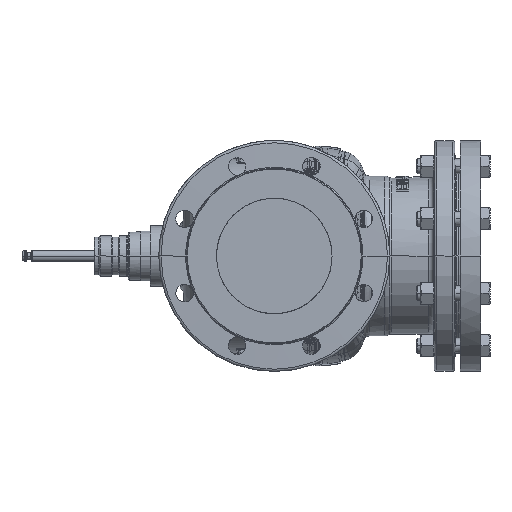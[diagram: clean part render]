
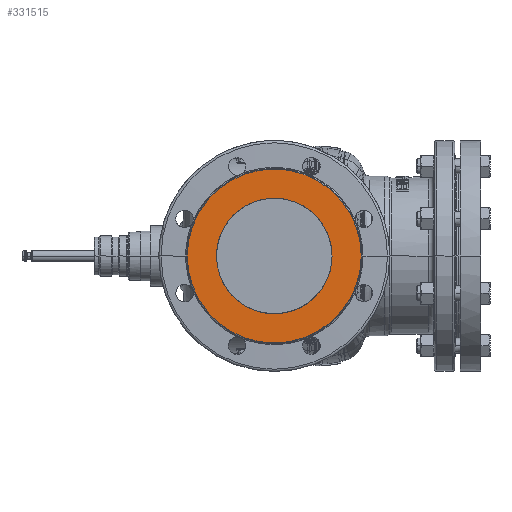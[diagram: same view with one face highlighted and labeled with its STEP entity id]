
A CAD part, left-side view. The second image highlights one B-rep face of the part: STEP entity #331515.
In plain terms, the highlighted planar face has unit normal (-1, 0, 0).
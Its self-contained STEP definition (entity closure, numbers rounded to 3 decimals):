
#331419=CARTESIAN_POINT('Vertex',(-200.,-94.128,0.)) ;
#331426=CARTESIAN_POINT('Vertex',(-200.,94.128,0.)) ;
#331429=CARTESIAN_POINT('Axis2P3D Location',(-200.,0.,0.)) ;
#331441=CARTESIAN_POINT('Axis2P3D Location',(-200.,56.396,0.)) ;
#331446=CARTESIAN_POINT('Axis2P3D Location',(-200.,0.,0.)) ;
#331456=CARTESIAN_POINT('Control Point',(-200.,62.5,0.)) ;
#331457=CARTESIAN_POINT('Control Point',(-200.,62.5,-5.809)) ;
#331458=CARTESIAN_POINT('Control Point',(-200.,61.825,-11.619)) ;
#331459=CARTESIAN_POINT('Control Point',(-200.,60.475,-17.324)) ;
#331460=CARTESIAN_POINT('Control Point',(-200.,56.474,-28.315)) ;
#331461=CARTESIAN_POINT('Control Point',(-200.,50.06,-38.097)) ;
#331462=CARTESIAN_POINT('Control Point',(-200.,46.296,-42.592)) ;
#331463=CARTESIAN_POINT('Control Point',(-200.,37.793,-50.624)) ;
#331464=CARTESIAN_POINT('Control Point',(-200.,27.675,-56.493)) ;
#331465=CARTESIAN_POINT('Control Point',(-200.,22.295,-58.824)) ;
#331466=CARTESIAN_POINT('Control Point',(-200.,11.094,-62.193)) ;
#331467=CARTESIAN_POINT('Control Point',(-200.,-0.581,-62.905)) ;
#331468=CARTESIAN_POINT('Control Point',(-200.,-6.435,-62.577)) ;
#331469=CARTESIAN_POINT('Control Point',(-200.,-17.958,-60.569)) ;
#331470=CARTESIAN_POINT('Control Point',(-200.,-28.714,-55.972)) ;
#331471=CARTESIAN_POINT('Control Point',(-200.,-33.8,-53.056)) ;
#331472=CARTESIAN_POINT('Control Point',(-200.,-43.201,-46.095)) ;
#331473=CARTESIAN_POINT('Control Point',(-200.,-50.755,-37.165)) ;
#331474=CARTESIAN_POINT('Control Point',(-200.,-53.995,-32.279)) ;
#331475=CARTESIAN_POINT('Control Point',(-200.,-58.644,-23.097)) ;
#331476=CARTESIAN_POINT('Control Point',(-200.,-61.331,-13.193)) ;
#331477=CARTESIAN_POINT('Control Point',(-200.,-62.111,-8.826)) ;
#331478=CARTESIAN_POINT('Control Point',(-200.,-62.5,-4.413)) ;
#331479=CARTESIAN_POINT('Control Point',(-200.,-62.5,0.)) ;
#331480=CARTESIAN_POINT('Vertex',(-200.,62.5,0.)) ;
#331482=CARTESIAN_POINT('Vertex',(-200.,-62.5,0.)) ;
#331486=CARTESIAN_POINT('Control Point',(-200.,-62.5,0.)) ;
#331487=CARTESIAN_POINT('Control Point',(-200.,-62.5,5.809)) ;
#331488=CARTESIAN_POINT('Control Point',(-200.,-61.825,11.619)) ;
#331489=CARTESIAN_POINT('Control Point',(-200.,-60.475,17.324)) ;
#331490=CARTESIAN_POINT('Control Point',(-200.,-56.474,28.315)) ;
#331491=CARTESIAN_POINT('Control Point',(-200.,-50.06,38.097)) ;
#331492=CARTESIAN_POINT('Control Point',(-200.,-46.296,42.592)) ;
#331493=CARTESIAN_POINT('Control Point',(-200.,-37.793,50.624)) ;
#331494=CARTESIAN_POINT('Control Point',(-200.,-27.675,56.493)) ;
#331495=CARTESIAN_POINT('Control Point',(-200.,-22.295,58.824)) ;
#331496=CARTESIAN_POINT('Control Point',(-200.,-11.094,62.193)) ;
#331497=CARTESIAN_POINT('Control Point',(-200.,0.581,62.905)) ;
#331498=CARTESIAN_POINT('Control Point',(-200.,6.435,62.577)) ;
#331499=CARTESIAN_POINT('Control Point',(-200.,17.958,60.569)) ;
#331500=CARTESIAN_POINT('Control Point',(-200.,28.714,55.972)) ;
#331501=CARTESIAN_POINT('Control Point',(-200.,33.8,53.056)) ;
#331502=CARTESIAN_POINT('Control Point',(-200.,43.201,46.095)) ;
#331503=CARTESIAN_POINT('Control Point',(-200.,50.755,37.165)) ;
#331504=CARTESIAN_POINT('Control Point',(-200.,53.995,32.279)) ;
#331505=CARTESIAN_POINT('Control Point',(-200.,58.644,23.097)) ;
#331506=CARTESIAN_POINT('Control Point',(-200.,61.331,13.193)) ;
#331507=CARTESIAN_POINT('Control Point',(-200.,62.111,8.826)) ;
#331508=CARTESIAN_POINT('Control Point',(-200.,62.5,4.413)) ;
#331509=CARTESIAN_POINT('Control Point',(-200.,62.5,0.)) ;
#331430=DIRECTION('Axis2P3D Direction',(1.,0.,0.)) ;
#331442=DIRECTION('Axis2P3D Direction',(1.,0.,0.)) ;
#331443=DIRECTION('Axis2P3D XDirection',(0.,-1.,0.)) ;
#331447=DIRECTION('Axis2P3D Direction',(1.,0.,0.)) ;
#331431=AXIS2_PLACEMENT_3D('Circle Axis2P3D',#331429,#331430,$) ;
#331444=AXIS2_PLACEMENT_3D('Plane Axis2P3D',#331441,#331442,#331443) ;
#331448=AXIS2_PLACEMENT_3D('Circle Axis2P3D',#331446,#331447,$) ;
#331432=CIRCLE('generated circle',#331431,94.128) ;
#331449=CIRCLE('generated circle',#331448,94.128) ;
#331445=PLANE('',#331444) ;
#331514=FACE_BOUND('',#331511,.T.) ;
#331433=EDGE_CURVE('',#331427,#331420,#331432,.T.) ;
#331450=EDGE_CURVE('',#331420,#331427,#331449,.T.) ;
#331484=EDGE_CURVE('',#331481,#331483,#331455,.T.) ;
#331510=EDGE_CURVE('',#331483,#331481,#331485,.T.) ;
#331452=ORIENTED_EDGE('',*,*,#331450,.F.) ;
#331453=ORIENTED_EDGE('',*,*,#331433,.F.) ;
#331512=ORIENTED_EDGE('',*,*,#331484,.F.) ;
#331513=ORIENTED_EDGE('',*,*,#331510,.F.) ;
#331451=EDGE_LOOP('',(#331452,#331453)) ;
#331511=EDGE_LOOP('',(#331512,#331513)) ;
#331420=VERTEX_POINT('',#331419) ;
#331427=VERTEX_POINT('',#331426) ;
#331481=VERTEX_POINT('',#331480) ;
#331483=VERTEX_POINT('',#331482) ;
#331515=ADVANCED_FACE('636120',(#331454,#331514),#331445,.F.) ;
#331455=B_SPLINE_CURVE_WITH_KNOTS('',5,(#331456,#331457,#331458,#331459,#331460,#331461,#331462,#331463,#331464,#331465,#331466,#331467,#331468,#331469,#331470,#331471,#331472,#331473,#331474,#331475,#331476,#331477,#331478,#331479),.UNSPECIFIED.,.F.,.U.,(6,3,3,3,3,3,3,6),(0.,41.079,82.158,123.237,164.315,205.394,246.473,277.678),.UNSPECIFIED.) ;
#331485=B_SPLINE_CURVE_WITH_KNOTS('',5,(#331486,#331487,#331488,#331489,#331490,#331491,#331492,#331493,#331494,#331495,#331496,#331497,#331498,#331499,#331500,#331501,#331502,#331503,#331504,#331505,#331506,#331507,#331508,#331509),.UNSPECIFIED.,.F.,.U.,(6,3,3,3,3,3,3,6),(0.,41.079,82.158,123.237,164.315,205.394,246.473,277.678),.UNSPECIFIED.) ;
#331454=FACE_OUTER_BOUND('',#331451,.T.) ;
